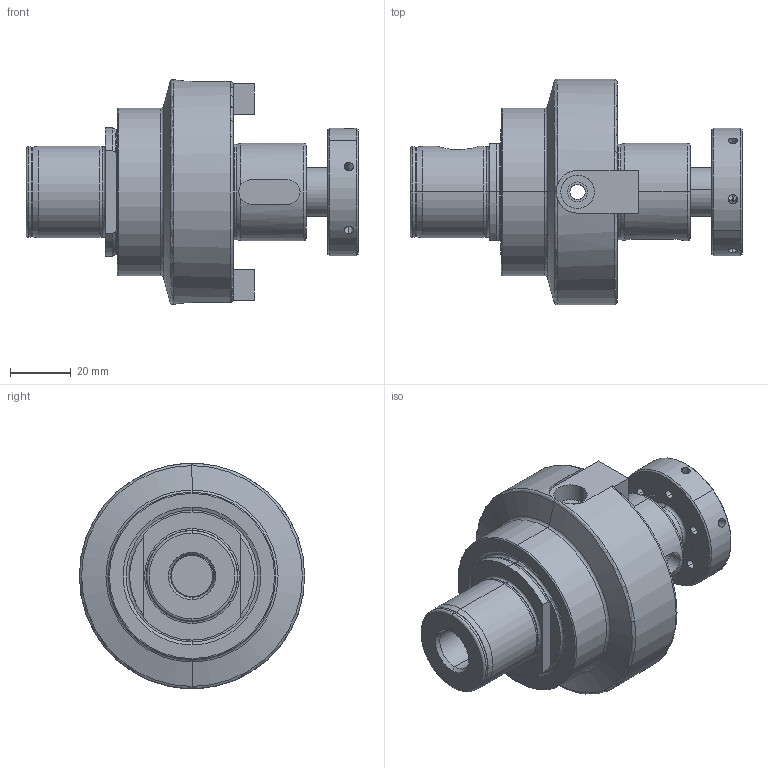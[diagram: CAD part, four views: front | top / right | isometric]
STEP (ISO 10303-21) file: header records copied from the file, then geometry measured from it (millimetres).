
FILE_DESCRIPTION (( 'STEP AP203' ), '1' );
FILE_NAME ('354.550.032.STEP', '2019-01-23T06:48:56', ( 'SWIAdmin' ), ( 'Hewlett-Packard Company' ), 'SwSTEP 2.0', 'SolidWorks 2017', '' );
FILE_SCHEMA (( 'CONFIG_CONTROL_DESIGN' ));
Length unit declared in the file: millimetre
Products named in the file (6): D32-ER2.002.014_A; 354.550.032; MB5-D32.K01.038_A; D32-ER1.K63.024_A; D32-ER1.K62.010_A; D32-ER1.K61.024
Assembly tree (6 placements, depth 3):
  354.550.032
    MB5-D32.K01.038_A
    D32-ER1.K61.024
      D32-ER1.K63.024_A
      D32-ER1.K62.010_A
    D32-ER2.002.014_A  x2
Bounding box: 109 x 74 x 73.92 mm (x, y, z)
Volume: 173024.7 mm3; surface area: 39015.5 mm2
Topology: 5 solids, 5 shells, 267 faces, 649 edges, 365 vertices
Faces by surface type: cylinder 120, cone 71, plane 42, torus 34
Entity records: 8925 total; most frequent: CARTESIAN_POINT 2639, DIRECTION 1204, ORIENTED_EDGE 1180, EDGE_CURVE 590, AXIS2_PLACEMENT_3D 495, VERTEX_POINT 347, EDGE_LOOP 287, FACE_OUTER_BOUND 255
